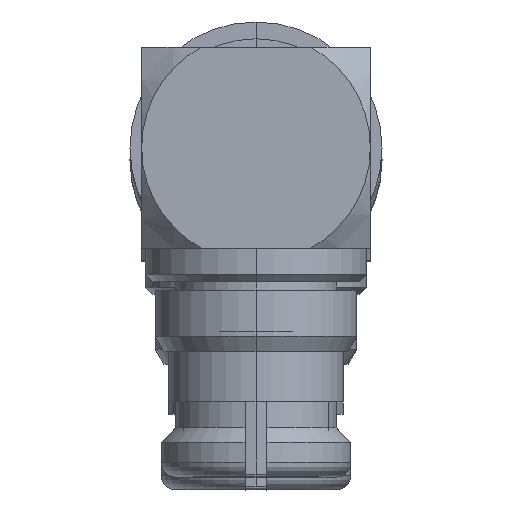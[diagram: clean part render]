
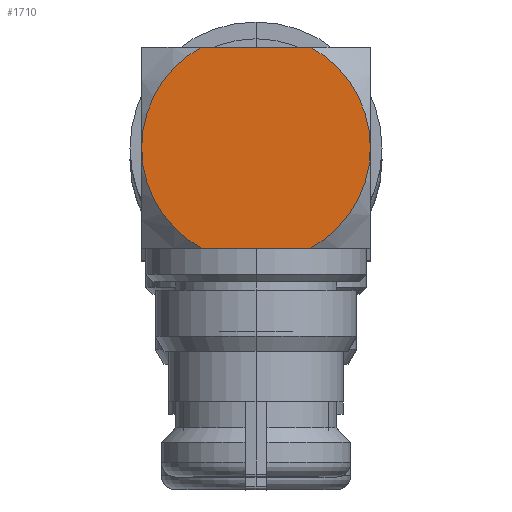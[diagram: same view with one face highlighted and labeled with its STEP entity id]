
A CAD part, top view. The second image highlights one B-rep face of the part: STEP entity #1710.
In plain terms, the highlighted face is planar.
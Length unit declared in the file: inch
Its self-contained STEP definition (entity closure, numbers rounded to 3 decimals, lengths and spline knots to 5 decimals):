
#5 = DIRECTION ( 'NONE',  ( 1., 0., 0. ) ) ;
#146 = EDGE_CURVE ( 'NONE', #1570, #3363, #1084, .T. ) ;
#191 = EDGE_CURVE ( 'NONE', #544, #1570, #1749, .T. ) ;
#200 = CARTESIAN_POINT ( 'NONE',  ( 0.226, -0.0785, -0.0785 ) ) ;
#218 = FACE_OUTER_BOUND ( 'NONE', #288, .T. ) ;
#288 = EDGE_LOOP ( 'NONE', ( #2041, #3026, #3309, #870, #2056, #2925 ) ) ;
#330 = CARTESIAN_POINT ( 'NONE',  ( 0.226, 0.0785, -0.0785 ) ) ;
#336 = AXIS2_PLACEMENT_3D ( 'NONE', #1963, #1926, #3083 ) ;
#361 = DIRECTION ( 'NONE',  ( 0., 0., 1. ) ) ;
#364 = CIRCLE ( 'NONE', #2771, 0.0785 ) ;
#374 = CARTESIAN_POINT ( 'NONE',  ( 0.295, 0.03743, -0.0785 ) ) ;
#439 = DIRECTION ( 'NONE',  ( 0., 0., -1. ) ) ;
#544 = VERTEX_POINT ( 'NONE', #3130 ) ;
#557 = CARTESIAN_POINT ( 'NONE',  ( 0.295, -0.0785, -0.0785 ) ) ;
#834 = EDGE_CURVE ( 'NONE', #3363, #2789, #1907, .T. ) ;
#870 = ORIENTED_EDGE ( 'NONE', *, *, #191, .F. ) ;
#944 = DIRECTION ( 'NONE',  ( 1., 0., 0. ) ) ;
#1084 = CIRCLE ( 'NONE', #2686, 0.0785 ) ;
#1098 = EDGE_CURVE ( 'NONE', #2789, #2982, #364, .T. ) ;
#1130 = VECTOR ( 'NONE', #3117, 39.37008 ) ;
#1293 = CARTESIAN_POINT ( 'NONE',  ( 0.157, 0.03743, -0.0785 ) ) ;
#1316 = AXIS2_PLACEMENT_3D ( 'NONE', #557, #1401, #5 ) ;
#1325 = DIRECTION ( 'NONE',  ( 0., 1., 0. ) ) ;
#1394 = CARTESIAN_POINT ( 'NONE',  ( 0.295, -0.03743, -0.0785 ) ) ;
#1401 = DIRECTION ( 'NONE',  ( 0., 0., 1. ) ) ;
#1570 = VERTEX_POINT ( 'NONE', #200 ) ;
#1710 = ADVANCED_FACE ( 'NONE', ( #218 ), #1928, .F. ) ;
#1749 = CIRCLE ( 'NONE', #336, 0.0785 ) ;
#1835 = EDGE_CURVE ( 'NONE', #544, #3612, #3224, .T. ) ;
#1907 = LINE ( 'NONE', #1922, #3014 ) ;
#1922 = CARTESIAN_POINT ( 'NONE',  ( 0.295, -0.0785, -0.0785 ) ) ;
#1926 = DIRECTION ( 'NONE',  ( 0., 0., 1. ) ) ;
#1928 = PLANE ( 'NONE',  #1316 ) ;
#1963 = CARTESIAN_POINT ( 'NONE',  ( 0.226, 0., -0.0785 ) ) ;
#2026 = DIRECTION ( 'NONE',  ( -1., 0., 0. ) ) ;
#2041 = ORIENTED_EDGE ( 'NONE', *, *, #1098, .F. ) ;
#2056 = ORIENTED_EDGE ( 'NONE', *, *, #1835, .T. ) ;
#2311 = CARTESIAN_POINT ( 'NONE',  ( 0.157, -0.0785, -0.0785 ) ) ;
#2477 = CARTESIAN_POINT ( 'NONE',  ( 0.226, 0., -0.0785 ) ) ;
#2681 = CARTESIAN_POINT ( 'NONE',  ( 0.226, 0., -0.0785 ) ) ;
#2686 = AXIS2_PLACEMENT_3D ( 'NONE', #2477, #3589, #3518 ) ;
#2771 = AXIS2_PLACEMENT_3D ( 'NONE', #3140, #361, #944 ) ;
#2789 = VERTEX_POINT ( 'NONE', #374 ) ;
#2925 = ORIENTED_EDGE ( 'NONE', *, *, #3528, .T. ) ;
#2982 = VERTEX_POINT ( 'NONE', #330 ) ;
#3014 = VECTOR ( 'NONE', #1325, 39.37008 ) ;
#3026 = ORIENTED_EDGE ( 'NONE', *, *, #834, .F. ) ;
#3083 = DIRECTION ( 'NONE',  ( 1., 0., 0. ) ) ;
#3117 = DIRECTION ( 'NONE',  ( 0., 1., 0. ) ) ;
#3130 = CARTESIAN_POINT ( 'NONE',  ( 0.157, -0.03743, -0.0785 ) ) ;
#3140 = CARTESIAN_POINT ( 'NONE',  ( 0.226, 0., -0.0785 ) ) ;
#3224 = LINE ( 'NONE', #2311, #1130 ) ;
#3309 = ORIENTED_EDGE ( 'NONE', *, *, #146, .F. ) ;
#3345 = AXIS2_PLACEMENT_3D ( 'NONE', #2681, #439, #2026 ) ;
#3363 = VERTEX_POINT ( 'NONE', #1394 ) ;
#3456 = CIRCLE ( 'NONE', #3345, 0.0785 ) ;
#3518 = DIRECTION ( 'NONE',  ( 1., 0., 0. ) ) ;
#3528 = EDGE_CURVE ( 'NONE', #3612, #2982, #3456, .T. ) ;
#3589 = DIRECTION ( 'NONE',  ( 0., 0., 1. ) ) ;
#3612 = VERTEX_POINT ( 'NONE', #1293 ) ;
